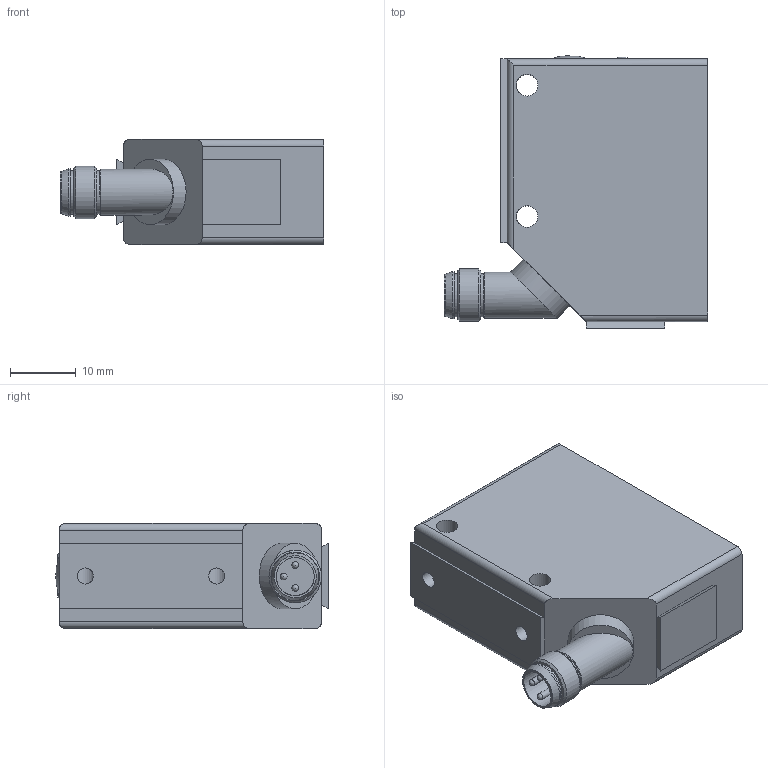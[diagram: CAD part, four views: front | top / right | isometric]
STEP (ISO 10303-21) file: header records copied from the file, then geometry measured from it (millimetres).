
FILE_DESCRIPTION(/* description */ (''),/* implementation_level */ '2;1');
FILE_NAME(/* name */ 'LRT_41_M_2_G3-T3.stp',/* time_stamp */ '2015-07-21T14:40:28+02:00',/* author */ ('lck'),/* organization */ (''),/* preprocessor_version */ 'ST-DEVELOPER v15.6',/* originating_system */ 'Autodesk Inventor 2015',/* authorisation */ '');
FILE_SCHEMA (('AUTOMOTIVE_DESIGN { 1 0 10303 214 3 1 1 }'));
Length unit declared in the file: millimetre
Products named in the file (1): LRT_41_M_2_G3-T3
Bounding box: 40.08 x 41.5 x 16 mm (x, y, z)
Volume: 18934.9 mm3; surface area: 5437.4 mm2
Topology: 1 solids, 1 shells, 63 faces, 149 edges, 99 vertices
Faces by surface type: plane 32, cylinder 21, sphere 4, cone 4, bspline 2
Full cylindrical faces by diameter (mm): 1 x3, 2.459 x2, 3.3 x2, 5.8 x1, 6.4 x1, 6.6 x2, 7 x1, 7.2 x1, 8 x1, 10 x1
Entity records: 1743 total; most frequent: CARTESIAN_POINT 399, DIRECTION 281, ORIENTED_EDGE 224, EDGE_CURVE 112, AXIS2_PLACEMENT_3D 111, EDGE_LOOP 105, VERTEX_POINT 85, FACE_OUTER_BOUND 63
